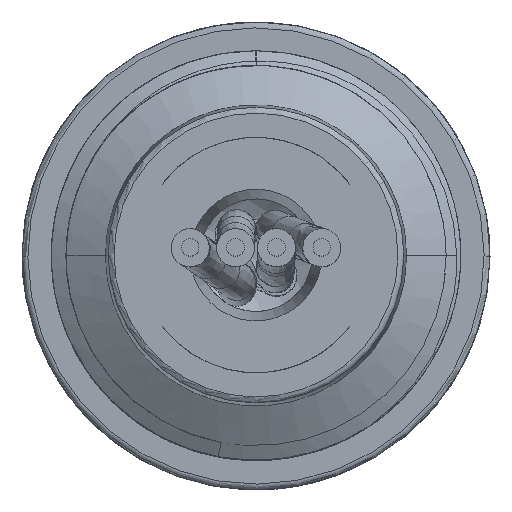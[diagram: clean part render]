
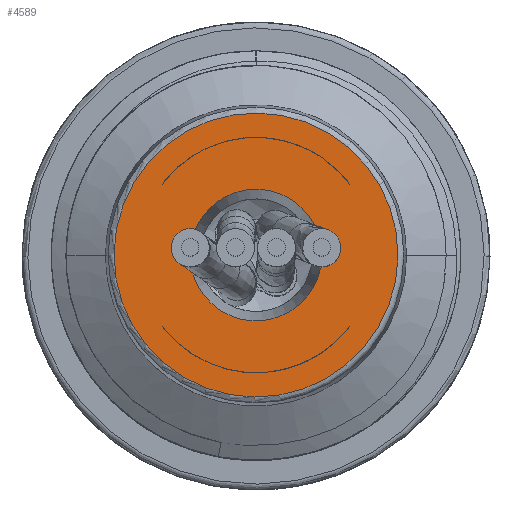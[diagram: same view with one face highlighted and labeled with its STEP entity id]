
A CAD part, top view. The second image highlights one B-rep face of the part: STEP entity #4589.
In plain terms, the highlighted planar face has unit normal (0, 0, 1).
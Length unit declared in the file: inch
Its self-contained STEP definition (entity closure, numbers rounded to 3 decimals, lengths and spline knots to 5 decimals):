
#186=B_SPLINE_CURVE_WITH_KNOTS('',3,(#9483,#9484,#9485,#9486,#9487,#9488,
#9489,#9490,#9491,#9492,#9493,#9494,#9495,#9496,#9497,#9498,#9499,#9500,
#9501,#9502,#9503,#9504),.UNSPECIFIED.,.F.,.F.,(4,2,2,2,2,2,2,2,2,2,4),
(-0.70657,-0.66147,-0.61644,-0.52869,
-0.44098,-0.35329,-0.26559,-0.17788,
-0.09014,-0.04511,0.),
 .UNSPECIFIED.);
#187=B_SPLINE_CURVE_WITH_KNOTS('',3,(#9586,#9587,#9588,#9589,#9590,#9591,
#9592,#9593,#9594,#9595,#9596,#9597,#9598,#9599,#9600,#9601,#9602,#9603,
#9604,#9605,#9606,#9607),.UNSPECIFIED.,.F.,.F.,(4,2,2,2,2,2,2,2,2,2,4),
(-0.70657,-0.66147,-0.61644,-0.52869,
-0.44098,-0.35329,-0.26559,-0.17788,
-0.09014,-0.04511,0.),
 .UNSPECIFIED.);
#447=FACE_BOUND('',#943,.T.);
#492=PLANE('',#4996);
#670=FACE_OUTER_BOUND('',#942,.T.);
#942=EDGE_LOOP('',(#3661));
#943=EDGE_LOOP('',(#3662,#3663));
#1255=CIRCLE('',#4997,0.1911);
#1989=VERTEX_POINT('',#9480);
#1990=VERTEX_POINT('',#9482);
#1991=VERTEX_POINT('',#9609);
#2582=EDGE_CURVE('',#1989,#1990,#186,.T.);
#2584=EDGE_CURVE('',#1990,#1989,#187,.T.);
#2585=EDGE_CURVE('',#1991,#1991,#1255,.T.);
#3661=ORIENTED_EDGE('',*,*,#2585,.T.);
#3662=ORIENTED_EDGE('',*,*,#2582,.F.);
#3663=ORIENTED_EDGE('',*,*,#2584,.F.);
#4589=ADVANCED_FACE('',(#670,#447),#492,.T.);
#4996=AXIS2_PLACEMENT_3D('',#9608,#5718,#5719);
#4997=AXIS2_PLACEMENT_3D('',#9610,#5720,#5721);
#5718=DIRECTION('center_axis',(0.,0.,
1.));
#5719=DIRECTION('ref_axis',(0.,1.,0.));
#5720=DIRECTION('center_axis',(0.,0.,
1.));
#5721=DIRECTION('ref_axis',(-1.,0.,0.));
#9480=CARTESIAN_POINT('',(-0.08858,0.,0.19685));
#9482=CARTESIAN_POINT('',(0.08858,0.,0.19685));
#9483=CARTESIAN_POINT('Ctrl Pts',(-0.08858,0.,
0.19685));
#9484=CARTESIAN_POINT('Ctrl Pts',(-0.08858,-0.00592,
0.19685));
#9485=CARTESIAN_POINT('Ctrl Pts',(-0.08799,-0.01182,
0.19685));
#9486=CARTESIAN_POINT('Ctrl Pts',(-0.08563,-0.02343,
0.19685));
#9487=CARTESIAN_POINT('Ctrl Pts',(-0.08388,-0.0291,
0.19685));
#9488=CARTESIAN_POINT('Ctrl Pts',(-0.07706,-0.0452,
0.19685));
#9489=CARTESIAN_POINT('Ctrl Pts',(-0.07052,-0.05484,
0.19685));
#9490=CARTESIAN_POINT('Ctrl Pts',(-0.05409,-0.0711,
0.19685));
#9491=CARTESIAN_POINT('Ctrl Pts',(-0.04437,-0.07753,
0.19685));
#9492=CARTESIAN_POINT('Ctrl Pts',(-0.02299,-0.08632,
0.19685));
#9493=CARTESIAN_POINT('Ctrl Pts',(-0.01156,-0.08858,
0.19685));
#9494=CARTESIAN_POINT('Ctrl Pts',(0.01156,-0.08858,
0.19685));
#9495=CARTESIAN_POINT('Ctrl Pts',(0.02299,-0.08632,
0.19685));
#9496=CARTESIAN_POINT('Ctrl Pts',(0.04437,-0.07753,
0.19685));
#9497=CARTESIAN_POINT('Ctrl Pts',(0.05409,-0.0711,
0.19685));
#9498=CARTESIAN_POINT('Ctrl Pts',(0.07052,-0.05484,
0.19685));
#9499=CARTESIAN_POINT('Ctrl Pts',(0.07706,-0.0452,
0.19685));
#9500=CARTESIAN_POINT('Ctrl Pts',(0.08388,-0.0291,
0.19685));
#9501=CARTESIAN_POINT('Ctrl Pts',(0.08563,-0.02343,
0.19685));
#9502=CARTESIAN_POINT('Ctrl Pts',(0.08799,-0.01182,
0.19685));
#9503=CARTESIAN_POINT('Ctrl Pts',(0.08858,-0.00592,
0.19685));
#9504=CARTESIAN_POINT('Ctrl Pts',(0.08858,0.,
0.19685));
#9586=CARTESIAN_POINT('Ctrl Pts',(0.08858,0.,
0.19685));
#9587=CARTESIAN_POINT('Ctrl Pts',(0.08858,0.00592,
0.19685));
#9588=CARTESIAN_POINT('Ctrl Pts',(0.08799,0.01182,
0.19685));
#9589=CARTESIAN_POINT('Ctrl Pts',(0.08563,0.02343,
0.19685));
#9590=CARTESIAN_POINT('Ctrl Pts',(0.08388,0.0291,
0.19685));
#9591=CARTESIAN_POINT('Ctrl Pts',(0.07706,0.0452,
0.19685));
#9592=CARTESIAN_POINT('Ctrl Pts',(0.07052,0.05484,
0.19685));
#9593=CARTESIAN_POINT('Ctrl Pts',(0.05409,0.0711,
0.19685));
#9594=CARTESIAN_POINT('Ctrl Pts',(0.04437,0.07753,
0.19685));
#9595=CARTESIAN_POINT('Ctrl Pts',(0.02299,0.08632,
0.19685));
#9596=CARTESIAN_POINT('Ctrl Pts',(0.01156,0.08858,
0.19685));
#9597=CARTESIAN_POINT('Ctrl Pts',(-0.01156,0.08858,
0.19685));
#9598=CARTESIAN_POINT('Ctrl Pts',(-0.02299,0.08632,
0.19685));
#9599=CARTESIAN_POINT('Ctrl Pts',(-0.04437,0.07753,
0.19685));
#9600=CARTESIAN_POINT('Ctrl Pts',(-0.05409,0.0711,
0.19685));
#9601=CARTESIAN_POINT('Ctrl Pts',(-0.07052,0.05484,
0.19685));
#9602=CARTESIAN_POINT('Ctrl Pts',(-0.07706,0.0452,
0.19685));
#9603=CARTESIAN_POINT('Ctrl Pts',(-0.08388,0.0291,
0.19685));
#9604=CARTESIAN_POINT('Ctrl Pts',(-0.08563,0.02343,
0.19685));
#9605=CARTESIAN_POINT('Ctrl Pts',(-0.08799,0.01182,
0.19685));
#9606=CARTESIAN_POINT('Ctrl Pts',(-0.08858,0.00592,
0.19685));
#9607=CARTESIAN_POINT('Ctrl Pts',(-0.08858,0.,
0.19685));
#9608=CARTESIAN_POINT('Origin',(0.19874,0.,
0.19685));
#9609=CARTESIAN_POINT('',(0.19109,-0.00244,0.19685));
#9610=CARTESIAN_POINT('Origin',(0.,0.,
0.19685));
